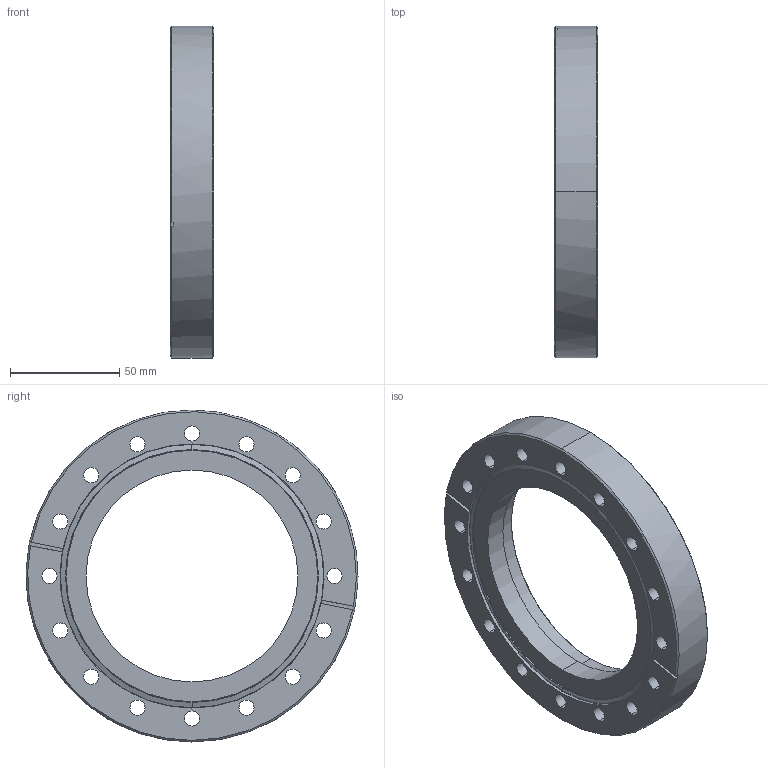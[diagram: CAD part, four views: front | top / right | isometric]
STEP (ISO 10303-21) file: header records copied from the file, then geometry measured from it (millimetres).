
FILE_DESCRIPTION (( 'STEP AP214' ), '1' );
FILE_NAME ('130026.STEP', '2024-02-16T13:54:41', ( '' ), ( '' ), 'SwSTEP 2.0', 'SolidWorks 2022', '' );
FILE_SCHEMA (( 'AUTOMOTIVE_DESIGN' ));
Length unit declared in the file: inch
Products named in the file (1): 130026
Bounding box: 19.81 x 151.64 x 151.64 mm (x, y, z)
Volume: 187727.7 mm3; surface area: 42570 mm2
Topology: 1 solids, 1 shells, 70 faces, 184 edges, 117 vertices
Faces by surface type: cylinder 40, cone 11, plane 11, torus 8
Entity records: 2735 total; most frequent: DIRECTION 437, CARTESIAN_POINT 384, ORIENTED_EDGE 368, AXIS2_PLACEMENT_3D 186, EDGE_CURVE 184, VERTEX_POINT 117, CIRCLE 115, EDGE_LOOP 105
